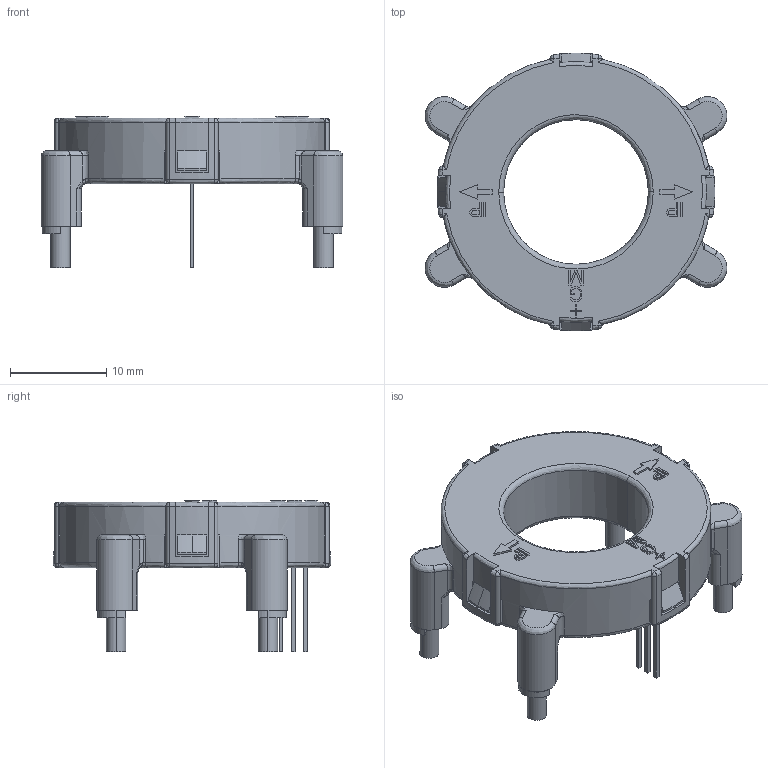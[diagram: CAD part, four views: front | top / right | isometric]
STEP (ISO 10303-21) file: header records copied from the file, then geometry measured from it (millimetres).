
FILE_DESCRIPTION (( 'STEP AP214' ), '1' );
FILE_NAME ('YMC15S-3D.STEP', '2023-08-29T05:29:55', ( '' ), ( '' ), 'SwSTEP 2.0', 'SolidWorks 2020', '' );
FILE_SCHEMA (( 'AUTOMOTIVE_DESIGN' ));
Length unit declared in the file: millimetre
Products named in the file (1): YMC15S-3D
Bounding box: 31.28 x 28.78 x 15.7 mm (x, y, z)
Volume: 3068.6 mm3; surface area: 4649 mm2
Topology: 1 solids, 2 shells, 517 faces, 1362 edges, 869 vertices
Faces by surface type: plane 294, cylinder 122, bspline 96, cone 5
Entity records: 24442 total; most frequent: CARTESIAN_POINT 6442, ORIENTED_EDGE 2724, DIRECTION 2329, EDGE_CURVE 1362, VERTEX_POINT 869, VECTOR 863, LINE 863, AXIS2_PLACEMENT_3D 733
